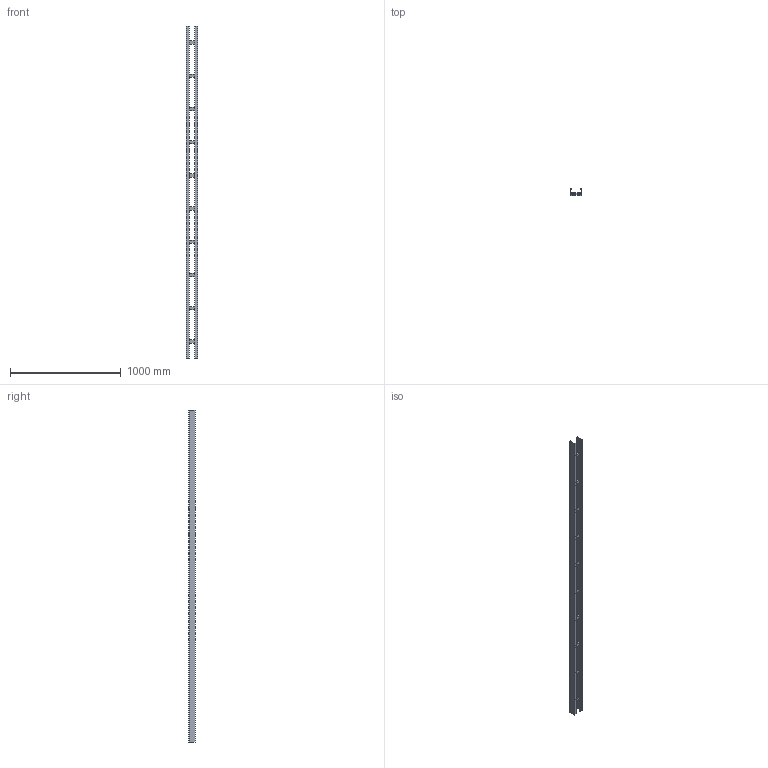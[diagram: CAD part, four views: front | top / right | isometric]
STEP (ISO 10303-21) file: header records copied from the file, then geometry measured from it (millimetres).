
FILE_DESCRIPTION (( 'STEP AP214' ), '1' );
FILE_NAME ('6209719.STEP', '2025-02-19T09:34:44', ( '' ), ( '' ), 'SwSTEP 2.0', 'SolidWorks 2024', '' );
FILE_SCHEMA (( 'AUTOMOTIVE_DESIGN' ));
Length unit declared in the file: millimetre
Products named in the file (3): 079986_L=0092; KTS 05.011-063_L=3000 mit D=9; 6209719
Assembly tree (12 placements, depth 2):
  6209719
    079986_L=0092  x10
    KTS 05.011-063_L=3000 mit D=9  x2
Bounding box: 100 x 60 x 3000 mm (x, y, z)
Volume: 983400.3 mm3; surface area: 1334564.3 mm2
Topology: 12 solids, 12 shells, 340 faces, 932 edges, 616 vertices
Faces by surface type: plane 336, cylinder 4
Entity records: 1662 total; most frequent: CARTESIAN_POINT 279, DIRECTION 264, ORIENTED_EDGE 260, EDGE_CURVE 130, VECTOR 126, LINE 126, VERTEX_POINT 84, AXIS2_PLACEMENT_3D 69
